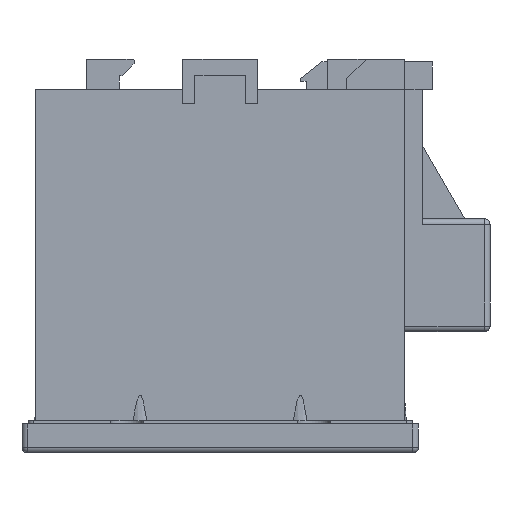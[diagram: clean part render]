
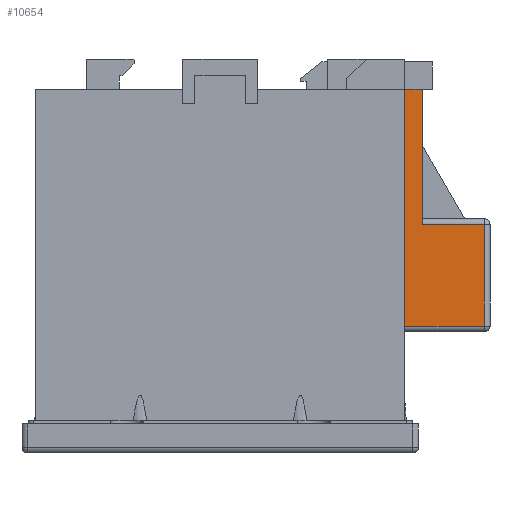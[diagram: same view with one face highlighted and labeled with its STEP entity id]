
A CAD part, left-side view. The second image highlights one B-rep face of the part: STEP entity #10654.
In plain terms, the highlighted planar face has unit normal (-1, 0, 0).
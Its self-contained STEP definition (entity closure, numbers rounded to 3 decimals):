
#627 = VERTEX_POINT ( 'NONE', #6837 ) ;
#774 = ORIENTED_EDGE ( 'NONE', *, *, #4016, .F. ) ;
#854 = LINE ( 'NONE', #15577, #4052 ) ;
#1200 = DIRECTION ( 'NONE',  ( 0., 0., -1. ) ) ;
#1420 = DIRECTION ( 'NONE',  ( 0., 0., -1. ) ) ;
#1737 = VERTEX_POINT ( 'NONE', #13520 ) ;
#1810 = AXIS2_PLACEMENT_3D ( 'NONE', #11458, #5193, #1420 ) ;
#2173 = LINE ( 'NONE', #5371, #9409 ) ;
#2291 = DIRECTION ( 'NONE',  ( 0., 1., 0. ) ) ;
#2704 = CARTESIAN_POINT ( 'NONE',  ( -21.8, -159.58, 36.25 ) ) ;
#3141 = VECTOR ( 'NONE', #1200, 1000. ) ;
#3796 = CARTESIAN_POINT ( 'NONE',  ( -21.8, -33.5, 44.75 ) ) ;
#4016 = EDGE_CURVE ( 'NONE', #13886, #9641, #854, .T. ) ;
#4052 = VECTOR ( 'NONE', #12949, 1000. ) ;
#4302 = LINE ( 'NONE', #3796, #3141 ) ;
#4387 = LINE ( 'NONE', #13441, #15177 ) ;
#4515 = VERTEX_POINT ( 'NONE', #12385 ) ;
#5193 = DIRECTION ( 'NONE',  ( 1., 0., 0. ) ) ;
#5371 = CARTESIAN_POINT ( 'NONE',  ( -21.8, -68.785, 60.75 ) ) ;
#5525 = VECTOR ( 'NONE', #2291, 1000. ) ;
#5751 = LINE ( 'NONE', #11505, #12163 ) ;
#6112 = EDGE_CURVE ( 'NONE', #13886, #1737, #4387, .T. ) ;
#6223 = DIRECTION ( 'NONE',  ( 0., 0., 1. ) ) ;
#6479 = EDGE_CURVE ( 'NONE', #1737, #4515, #11764, .T. ) ;
#6837 = CARTESIAN_POINT ( 'NONE',  ( -21.8, -33.5, 60.75 ) ) ;
#8147 = ORIENTED_EDGE ( 'NONE', *, *, #6479, .T. ) ;
#8267 = EDGE_CURVE ( 'NONE', #627, #9641, #4302, .T. ) ;
#8917 = PLANE ( 'NONE',  #1810 ) ;
#9409 = VECTOR ( 'NONE', #12484, 1000. ) ;
#9508 = ORIENTED_EDGE ( 'NONE', *, *, #12711, .T. ) ;
#9641 = VERTEX_POINT ( 'NONE', #12317 ) ;
#9689 = CARTESIAN_POINT ( 'NONE',  ( -21.8, -48., 17.75 ) ) ;
#10443 = EDGE_LOOP ( 'NONE', ( #9508, #14871, #774, #14431, #8147, #14782 ) ) ;
#10550 = CARTESIAN_POINT ( 'NONE',  ( -21.8, -36.7, 60.75 ) ) ;
#10654 = ADVANCED_FACE ( 'NONE', ( #12552 ), #8917, .F. ) ;
#11458 = CARTESIAN_POINT ( 'NONE',  ( -21.8, -159.58, 36.25 ) ) ;
#11505 = CARTESIAN_POINT ( 'NONE',  ( -21.8, -36.7, 36.25 ) ) ;
#11578 = EDGE_CURVE ( 'NONE', #13591, #4515, #5751, .T. ) ;
#11714 = DIRECTION ( 'NONE',  ( 0., 0., -1. ) ) ;
#11764 = LINE ( 'NONE', #2704, #5525 ) ;
#12163 = VECTOR ( 'NONE', #11714, 1000. ) ;
#12317 = CARTESIAN_POINT ( 'NONE',  ( -21.8, -33.5, 17.75 ) ) ;
#12385 = CARTESIAN_POINT ( 'NONE',  ( -21.8, -36.7, 36.25 ) ) ;
#12484 = DIRECTION ( 'NONE',  ( 0., 1., 0. ) ) ;
#12552 = FACE_OUTER_BOUND ( 'NONE', #10443, .T. ) ;
#12711 = EDGE_CURVE ( 'NONE', #13591, #627, #2173, .T. ) ;
#12949 = DIRECTION ( 'NONE',  ( 0., 1., 0. ) ) ;
#13441 = CARTESIAN_POINT ( 'NONE',  ( -21.8, -48., 36.25 ) ) ;
#13520 = CARTESIAN_POINT ( 'NONE',  ( -21.8, -48., 36.25 ) ) ;
#13591 = VERTEX_POINT ( 'NONE', #10550 ) ;
#13886 = VERTEX_POINT ( 'NONE', #9689 ) ;
#14431 = ORIENTED_EDGE ( 'NONE', *, *, #6112, .T. ) ;
#14782 = ORIENTED_EDGE ( 'NONE', *, *, #11578, .F. ) ;
#14871 = ORIENTED_EDGE ( 'NONE', *, *, #8267, .T. ) ;
#15177 = VECTOR ( 'NONE', #6223, 1000. ) ;
#15577 = CARTESIAN_POINT ( 'NONE',  ( -21.8, -159.58, 17.75 ) ) ;
